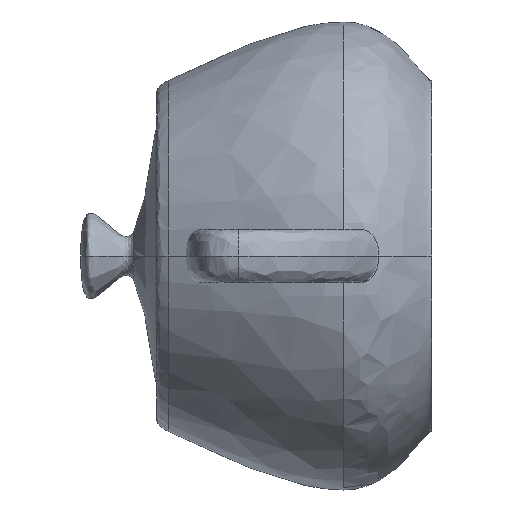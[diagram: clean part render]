
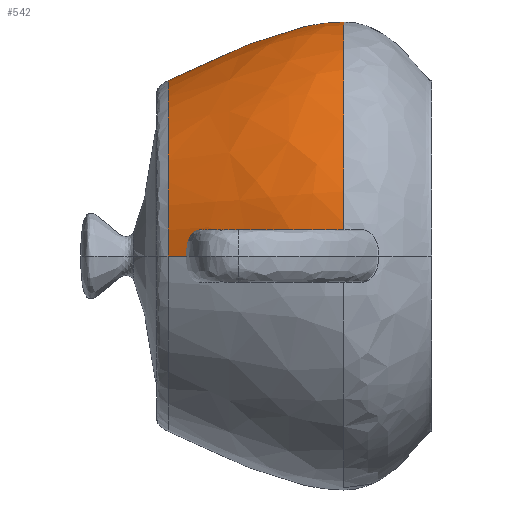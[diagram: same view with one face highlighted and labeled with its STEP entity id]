
A CAD part, left-side view. The second image highlights one B-rep face of the part: STEP entity #542.
In plain terms, the highlighted free-form (B-spline) face has degree [3, 3] with [4, 4] control points.
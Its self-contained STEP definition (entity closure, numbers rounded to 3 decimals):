
#129 = VERTEX_POINT('',#130);
#130 = CARTESIAN_POINT('',(0.,2.25,1.5));
#145 = B_SPLINE_SURFACE_WITH_KNOTS('',3,3,(
    (#146,#147,#148,#149)
    ,(#150,#151,#152,#153)
    ,(#154,#155,#156,#157)
    ,(#158,#159,#160,#161
    )),.UNSPECIFIED.,.F.,.F.,.F.,(4,4),(4,4),(0.,1.),(0.,1.),
  .PIECEWISE_BEZIER_KNOTS.);
#146 = CARTESIAN_POINT('',(0.,2.25,1.4));
#147 = CARTESIAN_POINT('',(0.,2.381,1.338));
#148 = CARTESIAN_POINT('',(0.,2.381,1.438));
#149 = CARTESIAN_POINT('',(0.,2.25,1.5));
#150 = CARTESIAN_POINT('',(-0.784,2.25,1.4));
#151 = CARTESIAN_POINT('',(-0.749,2.381,1.338));
#152 = CARTESIAN_POINT('',(-0.805,2.381,1.438));
#153 = CARTESIAN_POINT('',(-0.84,2.25,1.5));
#154 = CARTESIAN_POINT('',(-1.4,2.25,0.784));
#155 = CARTESIAN_POINT('',(-1.338,2.381,0.749));
#156 = CARTESIAN_POINT('',(-1.438,2.381,0.805));
#157 = CARTESIAN_POINT('',(-1.5,2.25,0.84));
#158 = CARTESIAN_POINT('',(-1.4,2.25,0.));
#159 = CARTESIAN_POINT('',(-1.338,2.381,0.));
#160 = CARTESIAN_POINT('',(-1.438,2.381,0.));
#161 = CARTESIAN_POINT('',(-1.5,2.25,0.));
#184 = B_SPLINE_SURFACE_WITH_KNOTS('',3,3,(
    (#185,#186,#187,#188)
    ,(#189,#190,#191,#192)
    ,(#193,#194,#195,#196)
    ,(#197,#198,#199,#200
    )),.UNSPECIFIED.,.F.,.F.,.F.,(4,4),(4,4),(0.,1.),(0.,1.),
  .PIECEWISE_BEZIER_KNOTS.);
#185 = CARTESIAN_POINT('',(1.5,2.25,0.));
#186 = CARTESIAN_POINT('',(1.75,1.725,0.));
#187 = CARTESIAN_POINT('',(2.,1.2,0.));
#188 = CARTESIAN_POINT('',(2.,0.75,0.));
#189 = CARTESIAN_POINT('',(1.5,2.25,0.84));
#190 = CARTESIAN_POINT('',(1.75,1.725,0.98));
#191 = CARTESIAN_POINT('',(2.,1.2,1.12));
#192 = CARTESIAN_POINT('',(2.,0.75,1.12));
#193 = CARTESIAN_POINT('',(0.84,2.25,1.5));
#194 = CARTESIAN_POINT('',(0.98,1.725,1.75));
#195 = CARTESIAN_POINT('',(1.12,1.2,2.));
#196 = CARTESIAN_POINT('',(1.12,0.75,2.));
#197 = CARTESIAN_POINT('',(0.,2.25,1.5));
#198 = CARTESIAN_POINT('',(0.,1.725,1.75));
#199 = CARTESIAN_POINT('',(0.,1.2,2.));
#200 = CARTESIAN_POINT('',(0.,0.75,2.));
#230 = VERTEX_POINT('',#231);
#231 = CARTESIAN_POINT('',(-1.5,2.25,0.));
#270 = EDGE_CURVE('',#129,#230,#271,.T.);
#271 = SURFACE_CURVE('',#272,(#277,#284),.PCURVE_S1.);
#272 = B_SPLINE_CURVE_WITH_KNOTS('',3,(#273,#274,#275,#276),
  .UNSPECIFIED.,.F.,.F.,(4,4),(0.,1.),.PIECEWISE_BEZIER_KNOTS.);
#273 = CARTESIAN_POINT('',(0.,2.25,1.5));
#274 = CARTESIAN_POINT('',(-0.84,2.25,1.5));
#275 = CARTESIAN_POINT('',(-1.5,2.25,0.84));
#276 = CARTESIAN_POINT('',(-1.5,2.25,0.));
#277 = PCURVE('',#145,#278);
#278 = DEFINITIONAL_REPRESENTATION('',(#279),#283);
#279 = LINE('',#280,#281);
#280 = CARTESIAN_POINT('',(0.,1.));
#281 = VECTOR('',#282,1.);
#282 = DIRECTION('',(1.,0.));
#283 = ( GEOMETRIC_REPRESENTATION_CONTEXT(2) 
PARAMETRIC_REPRESENTATION_CONTEXT() REPRESENTATION_CONTEXT('2D SPACE',''
  ) );
#284 = PCURVE('',#285,#302);
#285 = B_SPLINE_SURFACE_WITH_KNOTS('',3,3,(
    (#286,#287,#288,#289)
    ,(#290,#291,#292,#293)
    ,(#294,#295,#296,#297)
    ,(#298,#299,#300,#301
    )),.UNSPECIFIED.,.F.,.F.,.F.,(4,4),(4,4),(0.,1.),(0.,1.),
  .PIECEWISE_BEZIER_KNOTS.);
#286 = CARTESIAN_POINT('',(0.,2.25,1.5));
#287 = CARTESIAN_POINT('',(0.,1.725,1.75));
#288 = CARTESIAN_POINT('',(0.,1.2,2.));
#289 = CARTESIAN_POINT('',(0.,0.75,2.));
#290 = CARTESIAN_POINT('',(-0.84,2.25,1.5));
#291 = CARTESIAN_POINT('',(-0.98,1.725,1.75));
#292 = CARTESIAN_POINT('',(-1.12,1.2,2.));
#293 = CARTESIAN_POINT('',(-1.12,0.75,2.));
#294 = CARTESIAN_POINT('',(-1.5,2.25,0.84));
#295 = CARTESIAN_POINT('',(-1.75,1.725,0.98));
#296 = CARTESIAN_POINT('',(-2.,1.2,1.12));
#297 = CARTESIAN_POINT('',(-2.,0.75,1.12));
#298 = CARTESIAN_POINT('',(-1.5,2.25,0.));
#299 = CARTESIAN_POINT('',(-1.75,1.725,0.));
#300 = CARTESIAN_POINT('',(-2.,1.2,0.));
#301 = CARTESIAN_POINT('',(-2.,0.75,0.));
#302 = DEFINITIONAL_REPRESENTATION('',(#303),#307);
#303 = LINE('',#304,#305);
#304 = CARTESIAN_POINT('',(0.,0.));
#305 = VECTOR('',#306,1.);
#306 = DIRECTION('',(1.,0.));
#307 = ( GEOMETRIC_REPRESENTATION_CONTEXT(2) 
PARAMETRIC_REPRESENTATION_CONTEXT() REPRESENTATION_CONTEXT('2D SPACE',''
  ) );
#369 = B_SPLINE_SURFACE_WITH_KNOTS('',3,3,(
    (#370,#371,#372,#373)
    ,(#374,#375,#376,#377)
    ,(#378,#379,#380,#381)
    ,(#382,#383,#384,#385
    )),.UNSPECIFIED.,.F.,.F.,.F.,(4,4),(4,4),(0.,1.),(0.,1.),
  .PIECEWISE_BEZIER_KNOTS.);
#370 = CARTESIAN_POINT('',(-1.5,2.25,0.));
#371 = CARTESIAN_POINT('',(-1.75,1.725,0.));
#372 = CARTESIAN_POINT('',(-2.,1.2,0.));
#373 = CARTESIAN_POINT('',(-2.,0.75,0.));
#374 = CARTESIAN_POINT('',(-1.5,2.25,-0.84));
#375 = CARTESIAN_POINT('',(-1.75,1.725,-0.98));
#376 = CARTESIAN_POINT('',(-2.,1.2,-1.12));
#377 = CARTESIAN_POINT('',(-2.,0.75,-1.12));
#378 = CARTESIAN_POINT('',(-0.84,2.25,-1.5));
#379 = CARTESIAN_POINT('',(-0.98,1.725,-1.75));
#380 = CARTESIAN_POINT('',(-1.12,1.2,-2.));
#381 = CARTESIAN_POINT('',(-1.12,0.75,-2.));
#382 = CARTESIAN_POINT('',(0.,2.25,-1.5));
#383 = CARTESIAN_POINT('',(0.,1.725,-1.75));
#384 = CARTESIAN_POINT('',(0.,1.2,-2.));
#385 = CARTESIAN_POINT('',(0.,0.75,-2.));
#480 = EDGE_CURVE('',#129,#481,#483,.T.);
#481 = VERTEX_POINT('',#482);
#482 = CARTESIAN_POINT('',(0.,0.75,2.));
#483 = SURFACE_CURVE('',#484,(#489,#496),.PCURVE_S1.);
#484 = B_SPLINE_CURVE_WITH_KNOTS('',3,(#485,#486,#487,#488),
  .UNSPECIFIED.,.F.,.F.,(4,4),(0.,1.),.PIECEWISE_BEZIER_KNOTS.);
#485 = CARTESIAN_POINT('',(0.,2.25,1.5));
#486 = CARTESIAN_POINT('',(0.,1.725,1.75));
#487 = CARTESIAN_POINT('',(0.,1.2,2.));
#488 = CARTESIAN_POINT('',(0.,0.75,2.));
#489 = PCURVE('',#184,#490);
#490 = DEFINITIONAL_REPRESENTATION('',(#491),#495);
#491 = LINE('',#492,#493);
#492 = CARTESIAN_POINT('',(1.,0.));
#493 = VECTOR('',#494,1.);
#494 = DIRECTION('',(0.,1.));
#495 = ( GEOMETRIC_REPRESENTATION_CONTEXT(2) 
PARAMETRIC_REPRESENTATION_CONTEXT() REPRESENTATION_CONTEXT('2D SPACE',''
  ) );
#496 = PCURVE('',#285,#497);
#497 = DEFINITIONAL_REPRESENTATION('',(#498),#502);
#498 = LINE('',#499,#500);
#499 = CARTESIAN_POINT('',(0.,0.));
#500 = VECTOR('',#501,1.);
#501 = DIRECTION('',(0.,1.));
#502 = ( GEOMETRIC_REPRESENTATION_CONTEXT(2) 
PARAMETRIC_REPRESENTATION_CONTEXT() REPRESENTATION_CONTEXT('2D SPACE',''
  ) );
#542 = ADVANCED_FACE('',(#543),#285,.T.);
#543 = FACE_BOUND('',#544,.T.);
#544 = EDGE_LOOP('',(#545,#546,#547,#571));
#545 = ORIENTED_EDGE('',*,*,#480,.F.);
#546 = ORIENTED_EDGE('',*,*,#270,.T.);
#547 = ORIENTED_EDGE('',*,*,#548,.T.);
#548 = EDGE_CURVE('',#230,#549,#551,.T.);
#549 = VERTEX_POINT('',#550);
#550 = CARTESIAN_POINT('',(-2.,0.75,0.));
#551 = SURFACE_CURVE('',#552,(#557,#564),.PCURVE_S1.);
#552 = B_SPLINE_CURVE_WITH_KNOTS('',3,(#553,#554,#555,#556),
  .UNSPECIFIED.,.F.,.F.,(4,4),(0.,1.),.PIECEWISE_BEZIER_KNOTS.);
#553 = CARTESIAN_POINT('',(-1.5,2.25,0.));
#554 = CARTESIAN_POINT('',(-1.75,1.725,0.));
#555 = CARTESIAN_POINT('',(-2.,1.2,0.));
#556 = CARTESIAN_POINT('',(-2.,0.75,0.));
#557 = PCURVE('',#285,#558);
#558 = DEFINITIONAL_REPRESENTATION('',(#559),#563);
#559 = LINE('',#560,#561);
#560 = CARTESIAN_POINT('',(1.,0.));
#561 = VECTOR('',#562,1.);
#562 = DIRECTION('',(0.,1.));
#563 = ( GEOMETRIC_REPRESENTATION_CONTEXT(2) 
PARAMETRIC_REPRESENTATION_CONTEXT() REPRESENTATION_CONTEXT('2D SPACE',''
  ) );
#564 = PCURVE('',#369,#565);
#565 = DEFINITIONAL_REPRESENTATION('',(#566),#570);
#566 = LINE('',#567,#568);
#567 = CARTESIAN_POINT('',(0.,0.));
#568 = VECTOR('',#569,1.);
#569 = DIRECTION('',(0.,1.));
#570 = ( GEOMETRIC_REPRESENTATION_CONTEXT(2) 
PARAMETRIC_REPRESENTATION_CONTEXT() REPRESENTATION_CONTEXT('2D SPACE',''
  ) );
#571 = ORIENTED_EDGE('',*,*,#572,.F.);
#572 = EDGE_CURVE('',#481,#549,#573,.T.);
#573 = SURFACE_CURVE('',#574,(#579,#586),.PCURVE_S1.);
#574 = B_SPLINE_CURVE_WITH_KNOTS('',3,(#575,#576,#577,#578),
  .UNSPECIFIED.,.F.,.F.,(4,4),(0.,1.),.PIECEWISE_BEZIER_KNOTS.);
#575 = CARTESIAN_POINT('',(0.,0.75,2.));
#576 = CARTESIAN_POINT('',(-1.12,0.75,2.));
#577 = CARTESIAN_POINT('',(-2.,0.75,1.12));
#578 = CARTESIAN_POINT('',(-2.,0.75,0.));
#579 = PCURVE('',#285,#580);
#580 = DEFINITIONAL_REPRESENTATION('',(#581),#585);
#581 = LINE('',#582,#583);
#582 = CARTESIAN_POINT('',(0.,1.));
#583 = VECTOR('',#584,1.);
#584 = DIRECTION('',(1.,0.));
#585 = ( GEOMETRIC_REPRESENTATION_CONTEXT(2) 
PARAMETRIC_REPRESENTATION_CONTEXT() REPRESENTATION_CONTEXT('2D SPACE',''
  ) );
#586 = PCURVE('',#587,#604);
#587 = B_SPLINE_SURFACE_WITH_KNOTS('',3,3,(
    (#588,#589,#590,#591)
    ,(#592,#593,#594,#595)
    ,(#596,#597,#598,#599)
    ,(#600,#601,#602,#603
    )),.UNSPECIFIED.,.F.,.F.,.F.,(4,4),(4,4),(0.,1.),(0.,1.),
  .PIECEWISE_BEZIER_KNOTS.);
#588 = CARTESIAN_POINT('',(0.,0.75,2.));
#589 = CARTESIAN_POINT('',(0.,0.3,2.));
#590 = CARTESIAN_POINT('',(0.,0.075,1.5));
#591 = CARTESIAN_POINT('',(0.,0.,1.5));
#592 = CARTESIAN_POINT('',(-1.12,0.75,2.));
#593 = CARTESIAN_POINT('',(-1.12,0.3,2.));
#594 = CARTESIAN_POINT('',(-0.84,0.075,1.5));
#595 = CARTESIAN_POINT('',(-0.84,0.,1.5));
#596 = CARTESIAN_POINT('',(-2.,0.75,1.12));
#597 = CARTESIAN_POINT('',(-2.,0.3,1.12));
#598 = CARTESIAN_POINT('',(-1.5,0.075,0.84));
#599 = CARTESIAN_POINT('',(-1.5,0.,0.84));
#600 = CARTESIAN_POINT('',(-2.,0.75,0.));
#601 = CARTESIAN_POINT('',(-2.,0.3,0.));
#602 = CARTESIAN_POINT('',(-1.5,0.075,0.));
#603 = CARTESIAN_POINT('',(-1.5,0.,0.));
#604 = DEFINITIONAL_REPRESENTATION('',(#605),#609);
#605 = LINE('',#606,#607);
#606 = CARTESIAN_POINT('',(0.,0.));
#607 = VECTOR('',#608,1.);
#608 = DIRECTION('',(1.,0.));
#609 = ( GEOMETRIC_REPRESENTATION_CONTEXT(2) 
PARAMETRIC_REPRESENTATION_CONTEXT() REPRESENTATION_CONTEXT('2D SPACE',''
  ) );
